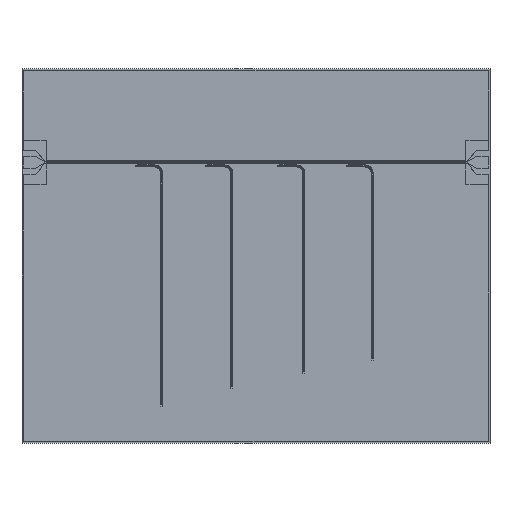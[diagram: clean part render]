
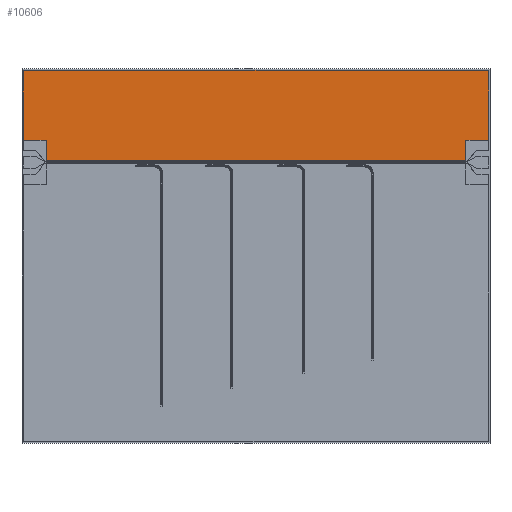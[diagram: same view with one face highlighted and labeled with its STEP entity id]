
A CAD part, top view. The second image highlights one B-rep face of the part: STEP entity #10606.
In plain terms, the highlighted planar face has unit normal (0, 0, 1).
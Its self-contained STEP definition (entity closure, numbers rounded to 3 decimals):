
#10606 = ADVANCED_FACE('',(#10607),#10801,.T.);
#10607 = FACE_BOUND('',#10608,.T.);
#10608 = EDGE_LOOP('',(#10609,#10619,#10627,#10635,#10643,#10651,#10659,
    #10667,#10675,#10683,#10691,#10699,#10707,#10715,#10723,#10731,
    #10739,#10747,#10755,#10763,#10771,#10779,#10787,#10795));
#10609 = ORIENTED_EDGE('',*,*,#10610,.T.);
#10610 = EDGE_CURVE('',#10611,#10613,#10615,.T.);
#10611 = VERTEX_POINT('',#10612);
#10612 = CARTESIAN_POINT('',(148.034,-104.034,0.02));
#10613 = VERTEX_POINT('',#10614);
#10614 = CARTESIAN_POINT('',(148.03,-104.043,0.02));
#10615 = LINE('',#10616,#10617);
#10616 = CARTESIAN_POINT('',(148.034,-104.034,0.02));
#10617 = VECTOR('',#10618,1.);
#10618 = DIRECTION('',(-0.383,-0.924,0.));
#10619 = ORIENTED_EDGE('',*,*,#10620,.T.);
#10620 = EDGE_CURVE('',#10613,#10621,#10623,.T.);
#10621 = VERTEX_POINT('',#10622);
#10622 = CARTESIAN_POINT('',(148.03,-105.728,0.02));
#10623 = LINE('',#10624,#10625);
#10624 = CARTESIAN_POINT('',(148.03,-104.043,0.02));
#10625 = VECTOR('',#10626,1.);
#10626 = DIRECTION('',(0.,-1.,0.));
#10627 = ORIENTED_EDGE('',*,*,#10628,.T.);
#10628 = EDGE_CURVE('',#10621,#10629,#10631,.T.);
#10629 = VERTEX_POINT('',#10630);
#10630 = CARTESIAN_POINT('',(148.034,-105.737,0.02));
#10631 = LINE('',#10632,#10633);
#10632 = CARTESIAN_POINT('',(148.03,-105.728,0.02));
#10633 = VECTOR('',#10634,1.);
#10634 = DIRECTION('',(0.383,-0.924,0.));
#10635 = ORIENTED_EDGE('',*,*,#10636,.T.);
#10636 = EDGE_CURVE('',#10629,#10637,#10639,.T.);
#10637 = VERTEX_POINT('',#10638);
#10638 = CARTESIAN_POINT('',(148.043,-105.741,0.02));
#10639 = LINE('',#10640,#10641);
#10640 = CARTESIAN_POINT('',(148.034,-105.737,0.02));
#10641 = VECTOR('',#10642,1.);
#10642 = DIRECTION('',(0.924,-0.383,0.));
#10643 = ORIENTED_EDGE('',*,*,#10644,.T.);
#10644 = EDGE_CURVE('',#10637,#10645,#10647,.T.);
#10645 = VERTEX_POINT('',#10646);
#10646 = CARTESIAN_POINT('',(148.284,-105.741,0.02));
#10647 = LINE('',#10648,#10649);
#10648 = CARTESIAN_POINT('',(148.043,-105.741,0.02));
#10649 = VECTOR('',#10650,1.);
#10650 = DIRECTION('',(1.,-0.001,0.));
#10651 = ORIENTED_EDGE('',*,*,#10652,.T.);
#10652 = EDGE_CURVE('',#10645,#10653,#10655,.T.);
#10653 = VERTEX_POINT('',#10654);
#10654 = CARTESIAN_POINT('',(148.285,-105.741,0.02));
#10655 = LINE('',#10656,#10657);
#10656 = CARTESIAN_POINT('',(148.284,-105.741,0.02));
#10657 = VECTOR('',#10658,1.);
#10658 = DIRECTION('',(0.992,-0.128,0.));
#10659 = ORIENTED_EDGE('',*,*,#10660,.T.);
#10660 = EDGE_CURVE('',#10653,#10661,#10663,.T.);
#10661 = VERTEX_POINT('',#10662);
#10662 = CARTESIAN_POINT('',(148.285,-105.741,0.02));
#10663 = LINE('',#10664,#10665);
#10664 = CARTESIAN_POINT('',(148.285,-105.741,0.02));
#10665 = VECTOR('',#10666,1.);
#10666 = DIRECTION('',(0.735,-0.678,0.));
#10667 = ORIENTED_EDGE('',*,*,#10668,.T.);
#10668 = EDGE_CURVE('',#10661,#10669,#10671,.T.);
#10669 = VERTEX_POINT('',#10670);
#10670 = CARTESIAN_POINT('',(148.482,-105.962,0.02));
#10671 = LINE('',#10672,#10673);
#10672 = CARTESIAN_POINT('',(148.285,-105.741,0.02));
#10673 = VECTOR('',#10674,1.);
#10674 = DIRECTION('',(0.665,-0.747,0.));
#10675 = ORIENTED_EDGE('',*,*,#10676,.T.);
#10676 = EDGE_CURVE('',#10669,#10677,#10679,.T.);
#10677 = VERTEX_POINT('',#10678);
#10678 = CARTESIAN_POINT('',(148.492,-105.966,0.02));
#10679 = LINE('',#10680,#10681);
#10680 = CARTESIAN_POINT('',(148.482,-105.962,0.02));
#10681 = VECTOR('',#10682,1.);
#10682 = DIRECTION('',(0.931,-0.364,0.));
#10683 = ORIENTED_EDGE('',*,*,#10684,.T.);
#10684 = EDGE_CURVE('',#10677,#10685,#10687,.T.);
#10685 = VERTEX_POINT('',#10686);
#10686 = CARTESIAN_POINT('',(148.495,-105.966,0.02));
#10687 = LINE('',#10688,#10689);
#10688 = CARTESIAN_POINT('',(148.492,-105.966,0.02));
#10689 = VECTOR('',#10690,1.);
#10690 = DIRECTION('',(0.995,0.098,0.));
#10691 = ORIENTED_EDGE('',*,*,#10692,.T.);
#10692 = EDGE_CURVE('',#10685,#10693,#10695,.T.);
#10693 = VERTEX_POINT('',#10694);
#10694 = CARTESIAN_POINT('',(157.505,-105.966,0.02));
#10695 = LINE('',#10696,#10697);
#10696 = CARTESIAN_POINT('',(148.495,-105.966,0.02));
#10697 = VECTOR('',#10698,1.);
#10698 = DIRECTION('',(1.,0.,0.));
#10699 = ORIENTED_EDGE('',*,*,#10700,.T.);
#10700 = EDGE_CURVE('',#10693,#10701,#10703,.T.);
#10701 = VERTEX_POINT('',#10702);
#10702 = CARTESIAN_POINT('',(157.509,-105.966,0.02));
#10703 = LINE('',#10704,#10705);
#10704 = CARTESIAN_POINT('',(157.505,-105.966,0.02));
#10705 = VECTOR('',#10706,1.);
#10706 = DIRECTION('',(0.995,-0.098,0.));
#10707 = ORIENTED_EDGE('',*,*,#10708,.T.);
#10708 = EDGE_CURVE('',#10701,#10709,#10711,.T.);
#10709 = VERTEX_POINT('',#10710);
#10710 = CARTESIAN_POINT('',(157.519,-105.962,0.02));
#10711 = LINE('',#10712,#10713);
#10712 = CARTESIAN_POINT('',(157.509,-105.966,0.02));
#10713 = VECTOR('',#10714,1.);
#10714 = DIRECTION('',(0.931,0.364,0.));
#10715 = ORIENTED_EDGE('',*,*,#10716,.T.);
#10716 = EDGE_CURVE('',#10709,#10717,#10719,.T.);
#10717 = VERTEX_POINT('',#10718);
#10718 = CARTESIAN_POINT('',(157.715,-105.742,0.02));
#10719 = LINE('',#10720,#10721);
#10720 = CARTESIAN_POINT('',(157.519,-105.962,0.02));
#10721 = VECTOR('',#10722,1.);
#10722 = DIRECTION('',(0.664,0.747,0.));
#10723 = ORIENTED_EDGE('',*,*,#10724,.T.);
#10724 = EDGE_CURVE('',#10717,#10725,#10727,.T.);
#10725 = VERTEX_POINT('',#10726);
#10726 = CARTESIAN_POINT('',(157.716,-105.741,0.02));
#10727 = LINE('',#10728,#10729);
#10728 = CARTESIAN_POINT('',(157.715,-105.742,0.02));
#10729 = VECTOR('',#10730,1.);
#10730 = DIRECTION('',(0.754,0.656,0.));
#10731 = ORIENTED_EDGE('',*,*,#10732,.T.);
#10732 = EDGE_CURVE('',#10725,#10733,#10735,.T.);
#10733 = VERTEX_POINT('',#10734);
#10734 = CARTESIAN_POINT('',(157.717,-105.741,0.02));
#10735 = LINE('',#10736,#10737);
#10736 = CARTESIAN_POINT('',(157.716,-105.741,0.02));
#10737 = VECTOR('',#10738,1.);
#10738 = DIRECTION('',(0.995,0.097,0.));
#10739 = ORIENTED_EDGE('',*,*,#10740,.T.);
#10740 = EDGE_CURVE('',#10733,#10741,#10743,.T.);
#10741 = VERTEX_POINT('',#10742);
#10742 = CARTESIAN_POINT('',(157.957,-105.741,0.02));
#10743 = LINE('',#10744,#10745);
#10744 = CARTESIAN_POINT('',(157.717,-105.741,0.02));
#10745 = VECTOR('',#10746,1.);
#10746 = DIRECTION('',(1.,-0.001,0.));
#10747 = ORIENTED_EDGE('',*,*,#10748,.T.);
#10748 = EDGE_CURVE('',#10741,#10749,#10751,.T.);
#10749 = VERTEX_POINT('',#10750);
#10750 = CARTESIAN_POINT('',(157.966,-105.738,0.02));
#10751 = LINE('',#10752,#10753);
#10752 = CARTESIAN_POINT('',(157.957,-105.741,0.02));
#10753 = VECTOR('',#10754,1.);
#10754 = DIRECTION('',(0.924,0.382,0.));
#10755 = ORIENTED_EDGE('',*,*,#10756,.T.);
#10756 = EDGE_CURVE('',#10749,#10757,#10759,.T.);
#10757 = VERTEX_POINT('',#10758);
#10758 = CARTESIAN_POINT('',(157.97,-105.729,0.02));
#10759 = LINE('',#10760,#10761);
#10760 = CARTESIAN_POINT('',(157.966,-105.738,0.02));
#10761 = VECTOR('',#10762,1.);
#10762 = DIRECTION('',(0.383,0.924,0.));
#10763 = ORIENTED_EDGE('',*,*,#10764,.T.);
#10764 = EDGE_CURVE('',#10757,#10765,#10767,.T.);
#10765 = VERTEX_POINT('',#10766);
#10766 = CARTESIAN_POINT('',(157.97,-104.043,0.02));
#10767 = LINE('',#10768,#10769);
#10768 = CARTESIAN_POINT('',(157.97,-105.729,0.02));
#10769 = VECTOR('',#10770,1.);
#10770 = DIRECTION('',(0.,1.,0.));
#10771 = ORIENTED_EDGE('',*,*,#10772,.T.);
#10772 = EDGE_CURVE('',#10765,#10773,#10775,.T.);
#10773 = VERTEX_POINT('',#10774);
#10774 = CARTESIAN_POINT('',(157.966,-104.034,0.02));
#10775 = LINE('',#10776,#10777);
#10776 = CARTESIAN_POINT('',(157.97,-104.043,0.02));
#10777 = VECTOR('',#10778,1.);
#10778 = DIRECTION('',(-0.383,0.924,0.));
#10779 = ORIENTED_EDGE('',*,*,#10780,.T.);
#10780 = EDGE_CURVE('',#10773,#10781,#10783,.T.);
#10781 = VERTEX_POINT('',#10782);
#10782 = CARTESIAN_POINT('',(157.957,-104.03,0.02));
#10783 = LINE('',#10784,#10785);
#10784 = CARTESIAN_POINT('',(157.966,-104.034,0.02));
#10785 = VECTOR('',#10786,1.);
#10786 = DIRECTION('',(-0.924,0.383,0.));
#10787 = ORIENTED_EDGE('',*,*,#10788,.T.);
#10788 = EDGE_CURVE('',#10781,#10789,#10791,.T.);
#10789 = VERTEX_POINT('',#10790);
#10790 = CARTESIAN_POINT('',(148.043,-104.03,0.02));
#10791 = LINE('',#10792,#10793);
#10792 = CARTESIAN_POINT('',(157.957,-104.03,0.02));
#10793 = VECTOR('',#10794,1.);
#10794 = DIRECTION('',(-1.,0.,0.));
#10795 = ORIENTED_EDGE('',*,*,#10796,.T.);
#10796 = EDGE_CURVE('',#10789,#10611,#10797,.T.);
#10797 = LINE('',#10798,#10799);
#10798 = CARTESIAN_POINT('',(148.043,-104.03,0.02));
#10799 = VECTOR('',#10800,1.);
#10800 = DIRECTION('',(-0.924,-0.383,0.));
#10801 = PLANE('',#10802);
#10802 = AXIS2_PLACEMENT_3D('',#10803,#10804,#10805);
#10803 = CARTESIAN_POINT('',(153.,-104.982,0.02));
#10804 = DIRECTION('',(0.,0.,1.));
#10805 = DIRECTION('',(-1.,0.,0.));
